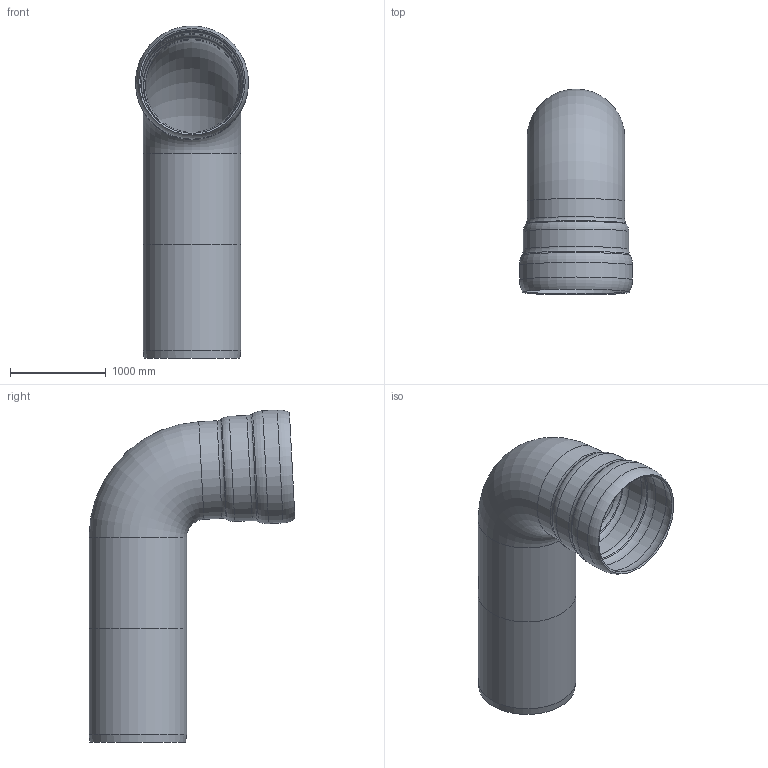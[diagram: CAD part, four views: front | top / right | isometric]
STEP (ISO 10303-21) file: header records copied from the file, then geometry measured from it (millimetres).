
FILE_DESCRIPTION(/* description */ (''),/* implementation_level */ '2;1');
FILE_NAME(/* name */ '00306.100X_3D.stp',/* time_stamp */ '2024-12-11T12:42:19+01:00',/* author */ ('CAD'),/* organization */ (''),/* preprocessor_version */ 'ST-DEVELOPER v20',/* originating_system */ 'AutoCAD Mechanical',/* authorisation */ '');
FILE_SCHEMA (('AUTOMOTIVE_DESIGN { 1 0 10303 214 3 1 1 }'));
Length unit declared in the file: centimetre
Products named in the file (2): Product; *S1
Assembly tree (1 placements, depth 2):
  Product
    *S1
Bounding box: 1180 x 2151.16 x 3467.08 mm (x, y, z)
Volume: 266803362.7 mm3; surface area: 27062549.3 mm2
Topology: 3 solids, 3 shells, 34 faces, 85 edges, 55 vertices
Faces by surface type: torus 12, cylinder 10, cone 8, plane 4
Full cylindrical faces by diameter (mm): 980 x3, 1020 x3, 1060 x1, 1100 x1, 1140 x1, 1180 x1
Entity records: 1109 total; most frequent: DIRECTION 226, CARTESIAN_POINT 177, ORIENTED_EDGE 170, AXIS2_PLACEMENT_3D 104, EDGE_CURVE 85, CIRCLE 67, VERTEX_POINT 55, EDGE_LOOP 38
